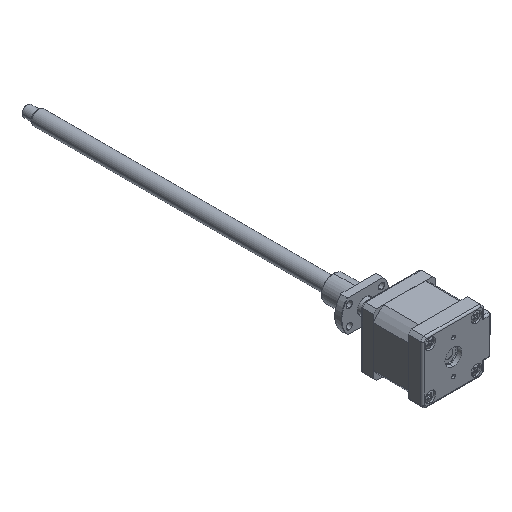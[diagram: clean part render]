
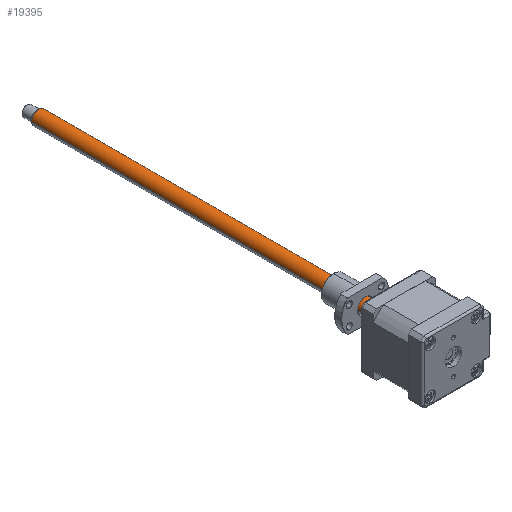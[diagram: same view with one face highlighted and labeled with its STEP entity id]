
A CAD part, isometric view. The second image highlights one B-rep face of the part: STEP entity #19395.
In plain terms, the highlighted cylindrical face has radius 4 mm (diameter 8 mm), a partial arc.
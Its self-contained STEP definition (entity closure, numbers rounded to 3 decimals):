
#403 = ORIENTED_EDGE ( 'NONE', *, *, #25494, .T. ) ;
#549 = CARTESIAN_POINT ( 'NONE',  ( -4.709, 215.993, 16.638 ) ) ;
#1005 = DIRECTION ( 'NONE',  ( 0., -1., 0. ) ) ;
#1607 = VECTOR ( 'NONE', #1005, 1000. ) ;
#2110 = CARTESIAN_POINT ( 'NONE',  ( -8.709, 214.993, 16.638 ) ) ;
#2218 = LINE ( 'NONE', #2907, #33941 ) ;
#2782 = CARTESIAN_POINT ( 'NONE',  ( -8.709, 15.993, 16.638 ) ) ;
#2907 = CARTESIAN_POINT ( 'NONE',  ( -0.709, 215.993, 16.638 ) ) ;
#3509 = ORIENTED_EDGE ( 'NONE', *, *, #14741, .F. ) ;
#3928 = DIRECTION ( 'NONE',  ( -1., 0., 0. ) ) ;
#4539 = DIRECTION ( 'NONE',  ( 1., 0., 0. ) ) ;
#4754 = CIRCLE ( 'NONE', #31988, 4. ) ;
#6472 = ORIENTED_EDGE ( 'NONE', *, *, #43700, .T. ) ;
#7006 = AXIS2_PLACEMENT_3D ( 'NONE', #549, #13972, #3928 ) ;
#13546 = CARTESIAN_POINT ( 'NONE',  ( -8.709, 215.993, 16.638 ) ) ;
#13972 = DIRECTION ( 'NONE',  ( 0., -1., 0. ) ) ;
#14741 = EDGE_CURVE ( 'NONE', #31862, #34886, #4754, .T. ) ;
#18977 = CIRCLE ( 'NONE', #27979, 4. ) ;
#19365 = FACE_OUTER_BOUND ( 'NONE', #41464, .T. ) ;
#19395 = ADVANCED_FACE ( 'NONE', ( #19365 ), #34671, .T. ) ;
#22246 = LINE ( 'NONE', #13546, #1607 ) ;
#24250 = VERTEX_POINT ( 'NONE', #2110 ) ;
#24701 = DIRECTION ( 'NONE',  ( 0., -1., 0. ) ) ;
#25064 = CARTESIAN_POINT ( 'NONE',  ( -0.709, 15.993, 16.638 ) ) ;
#25494 = EDGE_CURVE ( 'NONE', #24250, #34886, #22246, .T. ) ;
#26387 = ORIENTED_EDGE ( 'NONE', *, *, #41176, .F. ) ;
#27979 = AXIS2_PLACEMENT_3D ( 'NONE', #41636, #31570, #4539 ) ;
#28084 = VERTEX_POINT ( 'NONE', #29263 ) ;
#29263 = CARTESIAN_POINT ( 'NONE',  ( -0.709, 214.993, 16.638 ) ) ;
#31570 = DIRECTION ( 'NONE',  ( 0., -1., 0. ) ) ;
#31769 = CARTESIAN_POINT ( 'NONE',  ( -4.709, 15.993, 16.638 ) ) ;
#31862 = VERTEX_POINT ( 'NONE', #25064 ) ;
#31988 = AXIS2_PLACEMENT_3D ( 'NONE', #31769, #24701, #38277 ) ;
#33941 = VECTOR ( 'NONE', #36459, 1000. ) ;
#34671 = CYLINDRICAL_SURFACE ( 'NONE', #7006, 4. ) ;
#34886 = VERTEX_POINT ( 'NONE', #2782 ) ;
#36459 = DIRECTION ( 'NONE',  ( 0., -1., 0. ) ) ;
#38277 = DIRECTION ( 'NONE',  ( -1., 0., 0. ) ) ;
#41176 = EDGE_CURVE ( 'NONE', #28084, #31862, #2218, .T. ) ;
#41464 = EDGE_LOOP ( 'NONE', ( #26387, #6472, #403, #3509 ) ) ;
#41636 = CARTESIAN_POINT ( 'NONE',  ( -4.709, 214.993, 16.638 ) ) ;
#43700 = EDGE_CURVE ( 'NONE', #28084, #24250, #18977, .T. ) ;
